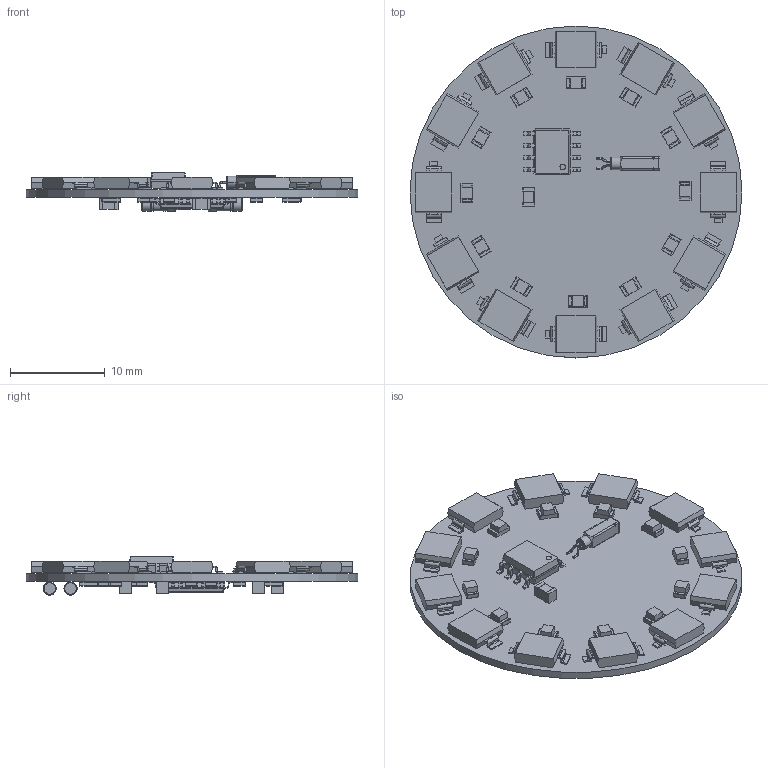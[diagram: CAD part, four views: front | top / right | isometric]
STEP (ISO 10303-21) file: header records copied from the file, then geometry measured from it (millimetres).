
FILE_DESCRIPTION(('KiCad electronic assembly'),'2;1');
FILE_NAME('LumiTimeV2PCB.step','2025-01-19T18:29:14',('Pcbnew'),('Kicad' ),'Open CASCADE STEP processor 7.8','KiCad to STEP converter', 'Unknown');
FILE_SCHEMA(('AUTOMOTIVE_DESIGN { 1 0 10303 214 1 1 1 1 }'));
Length unit declared in the file: millimetre
Products named in the file (18): LumiTimeV2PCB 1; BPW 34 S-Z--3DModel-STEP-56544; BPW 34 S-Z; LED_0805_2012Metric; SOIC-8_3.9x4.9mm_P1.27mm; SOIC_8_39x49mm_P127mm; MS3V-T1R-32.768KHZ-7PF-20PPM-TA-QC; MS3V-T1R; C_0805_2012Metric; R_0805_2012Metric; TQFP-32_7x7mm_P0.8mm; TQFP_32_7x7mm_P08mm; D_MiniMELF; D_MiniMELF_Standard; LumiTimeV2_PCB
Assembly tree (60 placements, depth 3):
  LumiTimeV2PCB 1
    BPW 34 S-Z--3DModel-STEP-56544  x12
      BPW 34 S-Z
    LED_0805_2012Metric  x12
      LED_0805_2012Metric
    SOIC-8_3.9x4.9mm_P1.27mm
      SOIC_8_39x49mm_P127mm
    MS3V-T1R-32.768KHZ-7PF-20PPM-TA-QC
      MS3V-T1R
    C_0805_2012Metric  x5
      C_0805_2012Metric
    R_0805_2012Metric  x16
      R_0805_2012Metric
    TQFP-32_7x7mm_P0.8mm
      TQFP_32_7x7mm_P08mm
    D_MiniMELF  x3
      D_MiniMELF_Standard
    LumiTimeV2_PCB
Bounding box: 35 x 35 x 4.05 mm (x, y, z)
Volume: 1171.8 mm3; surface area: 3394.8 mm2
Topology: 80 solids, 80 shells, 2574 faces, 6594 edges, 4212 vertices
Faces by surface type: plane 1856, cylinder 590, bspline 112, cone 10, revolution 6
Full cylindrical faces by diameter (mm): 0.5 x1, 0.6 x1, 1.35 x6, 1.4 x9, 35 x1
Entity records: 37488 total; most frequent: CARTESIAN_POINT 8930, ORIENTED_EDGE 4790, DIRECTION 4513, EDGE_CURVE 2395, LINE 1773, VECTOR 1773, VERTEX_POINT 1510, AXIS2_PLACEMENT_3D 1369
